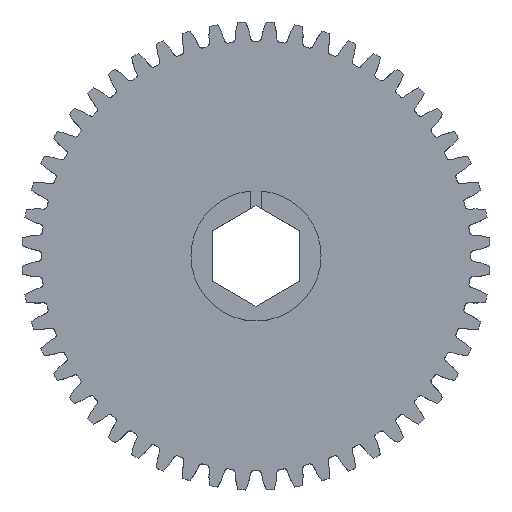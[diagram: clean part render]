
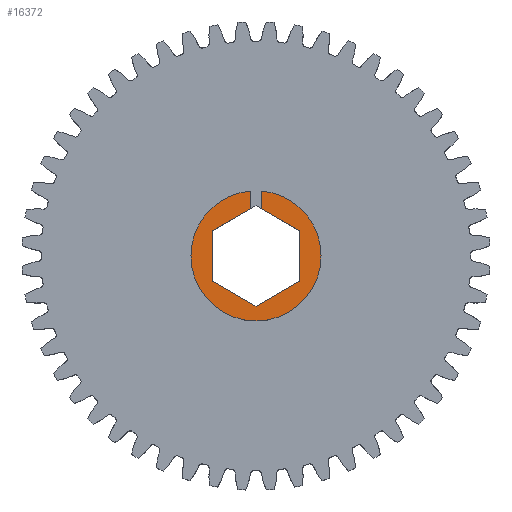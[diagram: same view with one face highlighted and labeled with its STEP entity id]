
A CAD part, top view. The second image highlights one B-rep face of the part: STEP entity #16372.
In plain terms, the highlighted planar face has unit normal (0, 0, 1).
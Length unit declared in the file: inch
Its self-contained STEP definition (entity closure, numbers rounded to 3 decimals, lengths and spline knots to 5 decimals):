
#61 = ORIENTED_EDGE ( 'NONE', *, *, #1433, .F. ) ;
#62 = ORIENTED_EDGE ( 'NONE', *, *, #3098, .F. ) ;
#84 = VECTOR ( 'NONE', #15453, 39.37008 ) ;
#210 = EDGE_CURVE ( 'NONE', #10579, #8039, #14577, .T. ) ;
#606 = CARTESIAN_POINT ( 'NONE',  ( 0., 0., 0.249 ) ) ;
#667 = EDGE_CURVE ( 'NONE', #13834, #14257, #13967, .T. ) ;
#1038 = VERTEX_POINT ( 'NONE', #6610 ) ;
#1203 = FACE_OUTER_BOUND ( 'NONE', #13277, .T. ) ;
#1322 = DIRECTION ( 'NONE',  ( 0.866, 0.5, 0. ) ) ;
#1433 = EDGE_CURVE ( 'NONE', #10822, #8039, #9092, .T. ) ;
#1523 = ORIENTED_EDGE ( 'NONE', *, *, #10724, .T. ) ;
#1570 = DIRECTION ( 'NONE',  ( -0.866, 0.5, 0. ) ) ;
#1872 = VECTOR ( 'NONE', #10628, 39.37008 ) ;
#2102 = DIRECTION ( 'NONE',  ( 0., -1., 0. ) ) ;
#2294 = DIRECTION ( 'NONE',  ( 0., 0., 1. ) ) ;
#2902 = ORIENTED_EDGE ( 'NONE', *, *, #7504, .F. ) ;
#2964 = DIRECTION ( 'NONE',  ( 0., -1., 0. ) ) ;
#3056 = CARTESIAN_POINT ( 'NONE',  ( -0.03125, 0.16634, 0.249 ) ) ;
#3098 = EDGE_CURVE ( 'NONE', #15362, #3952, #15369, .T. ) ;
#3235 = CARTESIAN_POINT ( 'NONE',  ( 0.03125, 0.27179, 0.249 ) ) ;
#3628 = VECTOR ( 'NONE', #1570, 39.37008 ) ;
#3952 = VERTEX_POINT ( 'NONE', #13782 ) ;
#4403 = LINE ( 'NONE', #8302, #84 ) ;
#4593 = DIRECTION ( 'NONE',  ( 1., 0., 0. ) ) ;
#5404 = CARTESIAN_POINT ( 'NONE',  ( 0.251, 0.14491, 0.249 ) ) ;
#6250 = AXIS2_PLACEMENT_3D ( 'NONE', #606, #16996, #10111 ) ;
#6302 = LINE ( 'NONE', #14378, #8572 ) ;
#6471 = VERTEX_POINT ( 'NONE', #15621 ) ;
#6610 = CARTESIAN_POINT ( 'NONE',  ( 0.251, -0.14491, 0.249 ) ) ;
#6704 = PLANE ( 'NONE',  #6975 ) ;
#6975 = AXIS2_PLACEMENT_3D ( 'NONE', #12245, #2294, #13335 ) ;
#7084 = LINE ( 'NONE', #16697, #14838 ) ;
#7298 = CARTESIAN_POINT ( 'NONE',  ( 0., 0., 0.249 ) ) ;
#7476 = DIRECTION ( 'NONE',  ( 0., 1., 0. ) ) ;
#7504 = EDGE_CURVE ( 'NONE', #7969, #10822, #12616, .T. ) ;
#7969 = VERTEX_POINT ( 'NONE', #5404 ) ;
#8039 = VERTEX_POINT ( 'NONE', #16364 ) ;
#8214 = VECTOR ( 'NONE', #2102, 39.37008 ) ;
#8302 = CARTESIAN_POINT ( 'NONE',  ( 0., 0.28983, 0.249 ) ) ;
#8326 = CARTESIAN_POINT ( 'NONE',  ( 0., -0.28983, 0.249 ) ) ;
#8572 = VECTOR ( 'NONE', #7476, 39.37008 ) ;
#9092 = LINE ( 'NONE', #13351, #1872 ) ;
#9378 = ORIENTED_EDGE ( 'NONE', *, *, #10620, .T. ) ;
#9539 = CARTESIAN_POINT ( 'NONE',  ( 0.251, 0.14491, 0.249 ) ) ;
#9940 = VECTOR ( 'NONE', #16588, 39.37008 ) ;
#10108 = DIRECTION ( 'NONE',  ( 0., 0., 1. ) ) ;
#10111 = DIRECTION ( 'NONE',  ( 1., 0., 0. ) ) ;
#10286 = DIRECTION ( 'NONE',  ( 1., 0., 0. ) ) ;
#10579 = VERTEX_POINT ( 'NONE', #14286 ) ;
#10603 = CARTESIAN_POINT ( 'NONE',  ( -0.251, -0.14491, 0.249 ) ) ;
#10620 = EDGE_CURVE ( 'NONE', #15362, #10914, #11757, .T. ) ;
#10628 = DIRECTION ( 'NONE',  ( 0., 1., 0. ) ) ;
#10724 = EDGE_CURVE ( 'NONE', #10914, #10579, #14940, .T. ) ;
#10822 = VERTEX_POINT ( 'NONE', #3235 ) ;
#10827 = EDGE_CURVE ( 'NONE', #1038, #7969, #6302, .T. ) ;
#10914 = VERTEX_POINT ( 'NONE', #17895 ) ;
#10982 = CARTESIAN_POINT ( 'NONE',  ( -0.251, -0.14491, 0.249 ) ) ;
#11515 = CARTESIAN_POINT ( 'NONE',  ( -0.03125, 0.3737, 0.249 ) ) ;
#11757 = CIRCLE ( 'NONE', #14070, 0.375 ) ;
#11871 = LINE ( 'NONE', #16034, #8214 ) ;
#12121 = ORIENTED_EDGE ( 'NONE', *, *, #15389, .F. ) ;
#12245 = CARTESIAN_POINT ( 'NONE',  ( 0., 0., 0.249 ) ) ;
#12616 = LINE ( 'NONE', #9539, #3628 ) ;
#12838 = CARTESIAN_POINT ( 'NONE',  ( 0., 0., 0.249 ) ) ;
#13277 = EDGE_LOOP ( 'NONE', ( #62, #9378, #1523, #16570, #61, #2902, #15721, #13325, #13813, #12121, #15452 ) ) ;
#13325 = ORIENTED_EDGE ( 'NONE', *, *, #14946, .F. ) ;
#13335 = DIRECTION ( 'NONE',  ( 1., 0., 0. ) ) ;
#13351 = CARTESIAN_POINT ( 'NONE',  ( 0.03125, 0.16634, 0.249 ) ) ;
#13707 = AXIS2_PLACEMENT_3D ( 'NONE', #12838, #10108, #10286 ) ;
#13782 = CARTESIAN_POINT ( 'NONE',  ( -0.03125, 0.27179, 0.249 ) ) ;
#13813 = ORIENTED_EDGE ( 'NONE', *, *, #667, .F. ) ;
#13834 = VERTEX_POINT ( 'NONE', #10603 ) ;
#13967 = LINE ( 'NONE', #10982, #9940 ) ;
#14019 = VECTOR ( 'NONE', #2964, 39.37008 ) ;
#14070 = AXIS2_PLACEMENT_3D ( 'NONE', #7298, #14198, #4593 ) ;
#14198 = DIRECTION ( 'NONE',  ( 0., 0., 1. ) ) ;
#14257 = VERTEX_POINT ( 'NONE', #8326 ) ;
#14286 = CARTESIAN_POINT ( 'NONE',  ( 0.375, 0., 0.249 ) ) ;
#14378 = CARTESIAN_POINT ( 'NONE',  ( 0.251, -0.14491, 0.249 ) ) ;
#14490 = EDGE_CURVE ( 'NONE', #3952, #6471, #4403, .T. ) ;
#14577 = CIRCLE ( 'NONE', #13707, 0.375 ) ;
#14838 = VECTOR ( 'NONE', #1322, 39.37008 ) ;
#14940 = CIRCLE ( 'NONE', #6250, 0.375 ) ;
#14946 = EDGE_CURVE ( 'NONE', #14257, #1038, #7084, .T. ) ;
#15362 = VERTEX_POINT ( 'NONE', #11515 ) ;
#15369 = LINE ( 'NONE', #3056, #14019 ) ;
#15389 = EDGE_CURVE ( 'NONE', #6471, #13834, #11871, .T. ) ;
#15452 = ORIENTED_EDGE ( 'NONE', *, *, #14490, .F. ) ;
#15453 = DIRECTION ( 'NONE',  ( -0.866, -0.5, 0. ) ) ;
#15621 = CARTESIAN_POINT ( 'NONE',  ( -0.251, 0.14491, 0.249 ) ) ;
#15721 = ORIENTED_EDGE ( 'NONE', *, *, #10827, .F. ) ;
#16034 = CARTESIAN_POINT ( 'NONE',  ( -0.251, 0.14491, 0.249 ) ) ;
#16364 = CARTESIAN_POINT ( 'NONE',  ( 0.03125, 0.3737, 0.249 ) ) ;
#16372 = ADVANCED_FACE ( 'NONE', ( #1203 ), #6704, .T. ) ;
#16570 = ORIENTED_EDGE ( 'NONE', *, *, #210, .T. ) ;
#16588 = DIRECTION ( 'NONE',  ( 0.866, -0.5, 0. ) ) ;
#16697 = CARTESIAN_POINT ( 'NONE',  ( 0., -0.28983, 0.249 ) ) ;
#16996 = DIRECTION ( 'NONE',  ( 0., 0., 1. ) ) ;
#17895 = CARTESIAN_POINT ( 'NONE',  ( -0.375, 0., 0.249 ) ) ;
